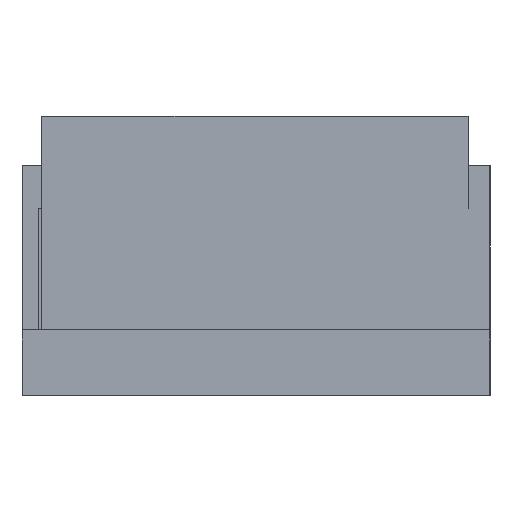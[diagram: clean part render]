
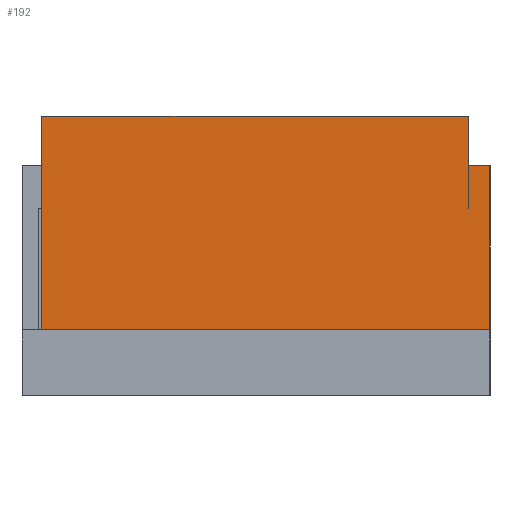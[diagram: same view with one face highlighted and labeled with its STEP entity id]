
A CAD part, left-side view. The second image highlights one B-rep face of the part: STEP entity #192.
In plain terms, the highlighted planar face has unit normal (-1, 0, 0).
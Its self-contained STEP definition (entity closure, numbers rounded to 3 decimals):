
#192=ADVANCED_FACE('',(#427),#429,.T.);
#427=FACE_BOUND('',#428,.T.);
#428=EDGE_LOOP('',(#613,#614,#615,#616,#617,#618,#619,#620));
#429=PLANE('',#430);
#430=AXIS2_PLACEMENT_3D('',#431,#432,#433);
#431=CARTESIAN_POINT('',(-64.,0.,0.));
#432=DIRECTION('',(-1.,0.,0.));
#433=DIRECTION('',(0.,-1.,0.));
#613=ORIENTED_EDGE('',*,*,#737,.F.);
#614=ORIENTED_EDGE('',*,*,#723,.T.);
#615=ORIENTED_EDGE('',*,*,#741,.T.);
#616=ORIENTED_EDGE('',*,*,#742,.T.);
#617=ORIENTED_EDGE('',*,*,#743,.T.);
#618=ORIENTED_EDGE('',*,*,#744,.T.);
#619=ORIENTED_EDGE('',*,*,#745,.T.);
#620=ORIENTED_EDGE('',*,*,#746,.T.);
#723=EDGE_CURVE('',#795,#793,#796,.T.);
#737=EDGE_CURVE('',#795,#819,#820,.T.);
#741=EDGE_CURVE('',#793,#826,#827,.T.);
#742=EDGE_CURVE('',#826,#828,#829,.T.);
#743=EDGE_CURVE('',#828,#830,#831,.T.);
#744=EDGE_CURVE('',#830,#832,#833,.T.);
#745=EDGE_CURVE('',#832,#834,#835,.T.);
#746=EDGE_CURVE('',#834,#819,#836,.T.);
#793=VERTEX_POINT('',#907);
#795=VERTEX_POINT('',#911);
#796=LINE('',#912,#913);
#819=VERTEX_POINT('',#963);
#820=LINE('',#964,#965);
#826=VERTEX_POINT('',#978);
#827=LINE('',#979,#980);
#828=VERTEX_POINT('',#982);
#829=LINE('',#983,#984);
#830=VERTEX_POINT('',#986);
#831=LINE('',#987,#988);
#832=VERTEX_POINT('',#990);
#833=LINE('',#991,#992);
#834=VERTEX_POINT('',#994);
#835=LINE('',#995,#996);
#836=LINE('',#998,#999);
#907=CARTESIAN_POINT('',(-64.,-15.25,6.));
#911=CARTESIAN_POINT('',(-64.,-15.25,-4.));
#912=CARTESIAN_POINT('',(-64.,-15.25,-4.));
#913=VECTOR('',#914,1.);
#914=DIRECTION('',(0.,0.,1.));
#963=CARTESIAN_POINT('',(-64.,12.05,-4.));
#964=CARTESIAN_POINT('',(-64.,-15.25,-4.));
#965=VECTOR('',#966,1.);
#966=DIRECTION('',(0.,1.,0.));
#978=CARTESIAN_POINT('',(-64.,-13.956,6.));
#979=CARTESIAN_POINT('',(-64.,-15.25,6.));
#980=VECTOR('',#981,1.);
#981=DIRECTION('',(0.,1.,0.));
#982=CARTESIAN_POINT('',(-64.,-13.956,3.4));
#983=CARTESIAN_POINT('',(-64.,-13.956,6.));
#984=VECTOR('',#985,1.);
#985=DIRECTION('',(0.,0.,-1.));
#986=CARTESIAN_POINT('',(-64.,-13.95,3.4));
#987=CARTESIAN_POINT('',(-64.,-13.956,3.4));
#988=VECTOR('',#989,1.);
#989=DIRECTION('',(0.,1.,0.));
#990=CARTESIAN_POINT('',(-64.,-13.95,9.));
#991=CARTESIAN_POINT('',(-64.,-13.95,3.4));
#992=VECTOR('',#993,1.);
#993=DIRECTION('',(0.,0.,1.));
#994=CARTESIAN_POINT('',(-64.,12.05,9.));
#995=CARTESIAN_POINT('',(-64.,-13.95,9.));
#996=VECTOR('',#997,1.);
#997=DIRECTION('',(0.,1.,0.));
#998=CARTESIAN_POINT('',(-64.,12.05,9.));
#999=VECTOR('',#1000,1.);
#1000=DIRECTION('',(0.,0.,-1.));
